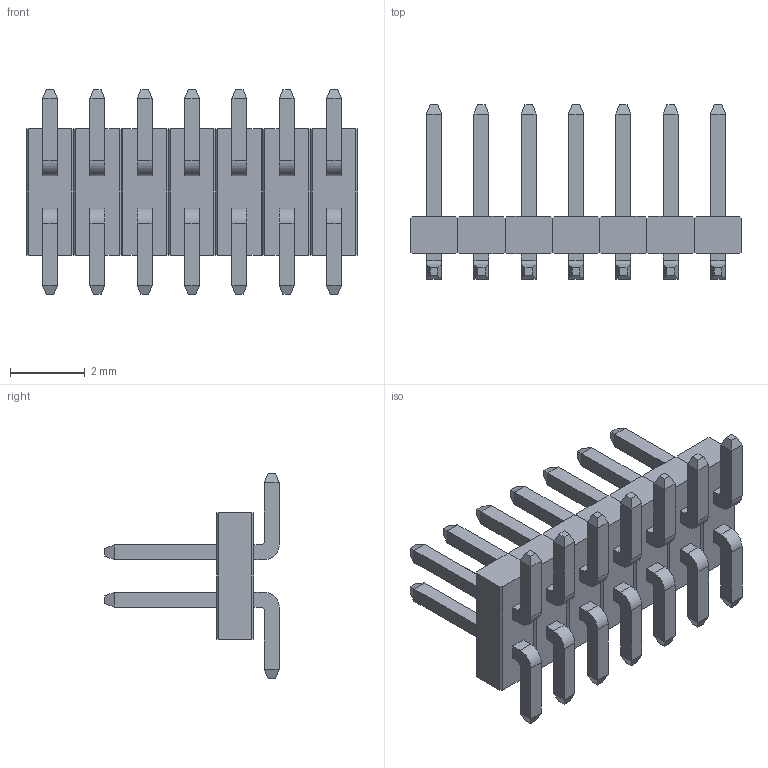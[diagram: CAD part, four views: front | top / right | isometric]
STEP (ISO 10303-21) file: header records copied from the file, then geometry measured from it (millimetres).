
FILE_DESCRIPTION (( 'STEP AP214' ), '1' );
FILE_NAME ('konektor SMD M50-3600742.STEP', '2021-12-04T09:50:31', ( '' ), ( '' ), 'SwSTEP 2.0', 'SolidWorks 2020', '' );
FILE_SCHEMA (( 'AUTOMOTIVE_DESIGN' ));
Length unit declared in the file: millimetre
Products named in the file (1): konektor SMD M50-3600742
Bounding box: 8.89 x 4.68 x 5.5 mm (x, y, z)
Volume: 42 mm3; surface area: 240.7 mm2
Topology: 7 solids, 7 shells, 378 faces, 896 edges, 560 vertices
Faces by surface type: plane 350, cylinder 28
Entity records: 14806 total; most frequent: CARTESIAN_POINT 1835, ORIENTED_EDGE 1792, DIRECTION 1710, EDGE_CURVE 896, LINE 840, VECTOR 840, VERTEX_POINT 560, AXIS2_PLACEMENT_3D 435
